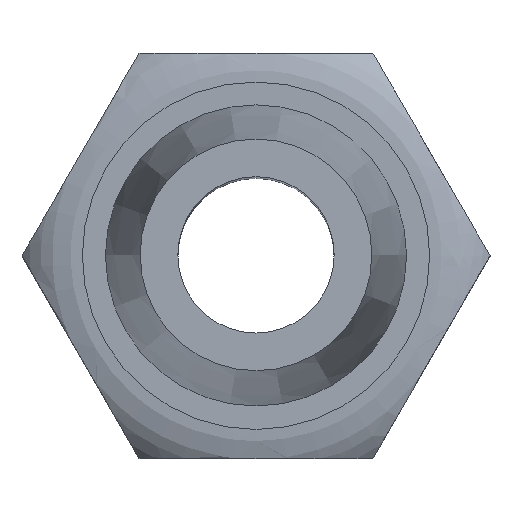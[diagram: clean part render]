
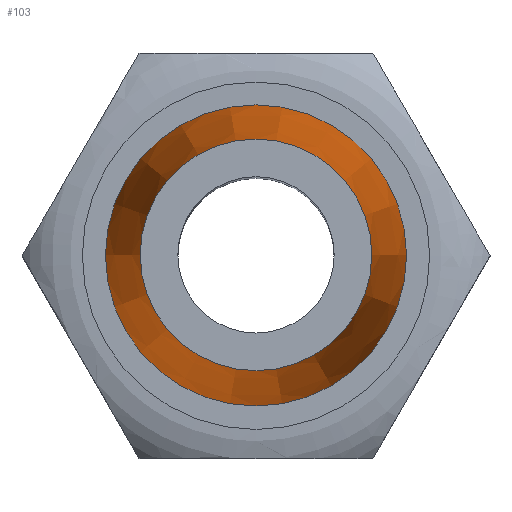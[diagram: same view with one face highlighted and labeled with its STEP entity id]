
A CAD part, top view. The second image highlights one B-rep face of the part: STEP entity #103.
In plain terms, the highlighted conical face has half-angle 6.226 degrees and reference radius 2.6 mm.
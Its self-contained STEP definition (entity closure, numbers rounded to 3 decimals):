
#103=ADVANCED_FACE('',(#886,#887),#900,.T.);
#872=EDGE_CURVE('',#878,#878,#873,.T.);
#873=CIRCLE('',#874,2.6);
#874=AXIS2_PLACEMENT_3D('',#875,#876,#877);
#875=CARTESIAN_POINT('',(0.,0.,11.5));
#876=DIRECTION('',(0.,0.,1.));
#877=DIRECTION('',(1.,0.,0.));
#878=VERTEX_POINT('',#879);
#879=CARTESIAN_POINT('',(2.6,0.,11.5));
#886=FACE_OUTER_BOUND('',#888,.T.);
#887=FACE_BOUND('',#889,.T.);
#888=EDGE_LOOP('',(#890));
#889=EDGE_LOOP('',(#899));
#890=ORIENTED_EDGE('',*,*,#891,.F.);
#891=EDGE_CURVE('',#897,#897,#892,.T.);
#892=CIRCLE('',#893,2.);
#893=AXIS2_PLACEMENT_3D('',#894,#895,#896);
#894=CARTESIAN_POINT('',(0.,0.,17.));
#895=DIRECTION('',(0.,0.,1.));
#896=DIRECTION('',(1.,0.,0.));
#897=VERTEX_POINT('',#898);
#898=CARTESIAN_POINT('',(2.,0.,17.));
#899=ORIENTED_EDGE('',*,*,#872,.T.);
#900=CONICAL_SURFACE('',#901,2.6,0.109);
#901=AXIS2_PLACEMENT_3D('',#902,#903,#904);
#902=CARTESIAN_POINT('',(0.,0.,11.5));
#903=DIRECTION('',(0.,0.,-1.));
#904=DIRECTION('',(-1.,0.,0.));
